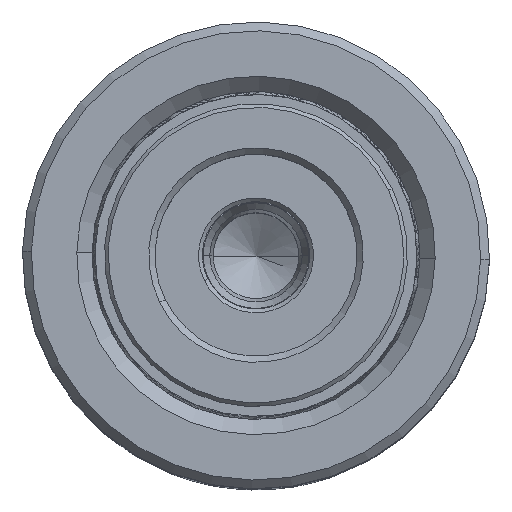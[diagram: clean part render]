
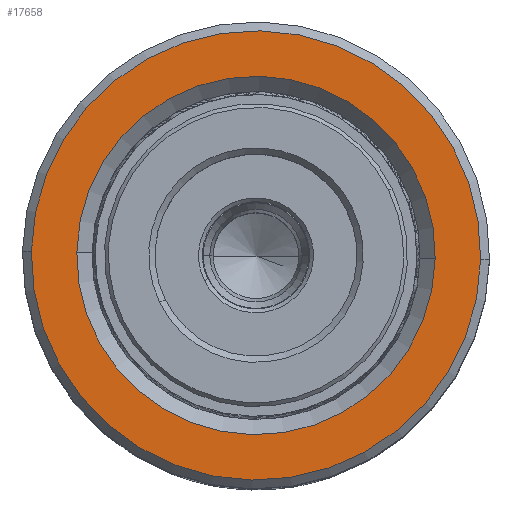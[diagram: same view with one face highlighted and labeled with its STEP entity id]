
A CAD part, top view. The second image highlights one B-rep face of the part: STEP entity #17658.
In plain terms, the highlighted planar face has unit normal (0, 0, 1).
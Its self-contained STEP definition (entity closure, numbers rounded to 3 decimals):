
#235 = FACE_OUTER_BOUND ( 'NONE', #14603, .T. ) ;
#368 = CARTESIAN_POINT ( 'NONE',  ( 0., 0., 50. ) ) ;
#934 = PLANE ( 'NONE',  #29083 ) ;
#1975 = CIRCLE ( 'NONE', #29765, 14.2 ) ;
#2711 = DIRECTION ( 'NONE',  ( 1., 0., 0. ) ) ;
#3023 = CIRCLE ( 'NONE', #20055, 17.8 ) ;
#3863 = CARTESIAN_POINT ( 'NONE',  ( 17.8, 0., 50. ) ) ;
#4542 = CARTESIAN_POINT ( 'NONE',  ( -14.2, 0., 50. ) ) ;
#5080 = CARTESIAN_POINT ( 'NONE',  ( 0., 0., 50. ) ) ;
#5474 = ORIENTED_EDGE ( 'NONE', *, *, #19607, .T. ) ;
#5606 = DIRECTION ( 'NONE',  ( 1., 0., 0. ) ) ;
#5654 = VERTEX_POINT ( 'NONE', #4542 ) ;
#6326 = CARTESIAN_POINT ( 'NONE',  ( 0., 0., 50. ) ) ;
#7539 = VERTEX_POINT ( 'NONE', #3863 ) ;
#7636 = CIRCLE ( 'NONE', #13269, 17.8 ) ;
#11565 = CARTESIAN_POINT ( 'NONE',  ( -17.8, 0., 50. ) ) ;
#13101 = EDGE_CURVE ( 'NONE', #5654, #17715, #1975, .T. ) ;
#13269 = AXIS2_PLACEMENT_3D ( 'NONE', #16580, #24557, #2711 ) ;
#13921 = CARTESIAN_POINT ( 'NONE',  ( 14.2, 0., 50. ) ) ;
#14067 = EDGE_LOOP ( 'NONE', ( #28296, #15022 ) ) ;
#14603 = EDGE_LOOP ( 'NONE', ( #23366, #5474 ) ) ;
#15022 = ORIENTED_EDGE ( 'NONE', *, *, #13101, .T. ) ;
#16439 = FACE_BOUND ( 'NONE', #14067, .T. ) ;
#16580 = CARTESIAN_POINT ( 'NONE',  ( 0., 0., 50. ) ) ;
#17167 = DIRECTION ( 'NONE',  ( 1., 0., 0. ) ) ;
#17658 = ADVANCED_FACE ( 'NONE', ( #235, #16439 ), #934, .T. ) ;
#17715 = VERTEX_POINT ( 'NONE', #13921 ) ;
#19049 = DIRECTION ( 'NONE',  ( 0., 0., -1. ) ) ;
#19607 = EDGE_CURVE ( 'NONE', #7539, #22832, #3023, .T. ) ;
#19616 = DIRECTION ( 'NONE',  ( 1., 0., 0. ) ) ;
#20055 = AXIS2_PLACEMENT_3D ( 'NONE', #5080, #34542, #5606 ) ;
#22449 = CARTESIAN_POINT ( 'NONE',  ( 0., 0., 50. ) ) ;
#22832 = VERTEX_POINT ( 'NONE', #11565 ) ;
#23366 = ORIENTED_EDGE ( 'NONE', *, *, #25878, .T. ) ;
#24186 = CIRCLE ( 'NONE', #26415, 14.2 ) ;
#24557 = DIRECTION ( 'NONE',  ( 0., 0., 1. ) ) ;
#24715 = DIRECTION ( 'NONE',  ( 1., 0., 0. ) ) ;
#25313 = DIRECTION ( 'NONE',  ( 0., 0., -1. ) ) ;
#25878 = EDGE_CURVE ( 'NONE', #22832, #7539, #7636, .T. ) ;
#26415 = AXIS2_PLACEMENT_3D ( 'NONE', #6326, #25313, #17167 ) ;
#28296 = ORIENTED_EDGE ( 'NONE', *, *, #29143, .T. ) ;
#29083 = AXIS2_PLACEMENT_3D ( 'NONE', #22449, #33092, #19616 ) ;
#29143 = EDGE_CURVE ( 'NONE', #17715, #5654, #24186, .T. ) ;
#29765 = AXIS2_PLACEMENT_3D ( 'NONE', #368, #19049, #24715 ) ;
#33092 = DIRECTION ( 'NONE',  ( 0., 0., 1. ) ) ;
#34542 = DIRECTION ( 'NONE',  ( 0., 0., 1. ) ) ;
